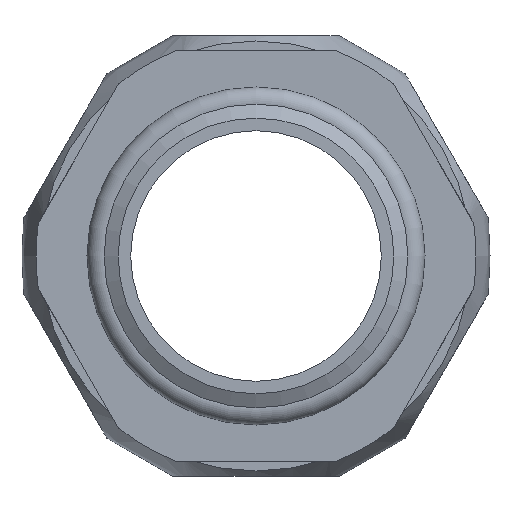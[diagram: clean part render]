
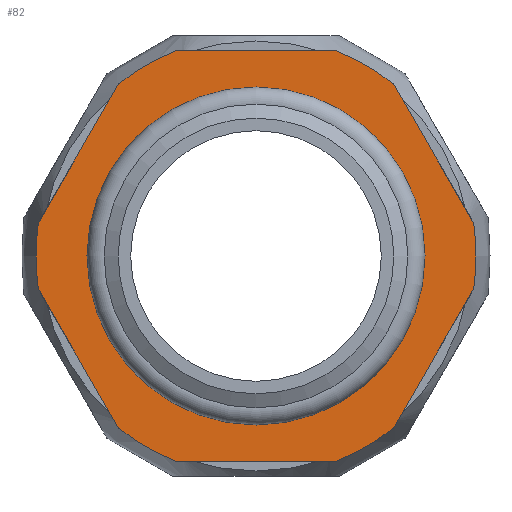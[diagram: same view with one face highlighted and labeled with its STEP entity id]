
A CAD part, left-side view. The second image highlights one B-rep face of the part: STEP entity #82.
In plain terms, the highlighted planar face has unit normal (-1, 0, 0).
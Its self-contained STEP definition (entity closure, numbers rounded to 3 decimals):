
#82 = ADVANCED_FACE( '', ( #127, #128 ), #129, .T. );
#127 = FACE_BOUND( '', #221, .T. );
#128 = FACE_OUTER_BOUND( '', #222, .T. );
#129 = PLANE( '', #223 );
#221 = EDGE_LOOP( '', ( #386 ) );
#222 = EDGE_LOOP( '', ( #387, #388, #389, #390, #391, #392, #393, #394, #395, #396, #397, #398 ) );
#223 = AXIS2_PLACEMENT_3D( '', #399, #400, #401 );
#386 = ORIENTED_EDGE( '', *, *, #580, .F. );
#387 = ORIENTED_EDGE( '', *, *, #581, .F. );
#388 = ORIENTED_EDGE( '', *, *, #573, .F. );
#389 = ORIENTED_EDGE( '', *, *, #582, .F. );
#390 = ORIENTED_EDGE( '', *, *, #570, .F. );
#391 = ORIENTED_EDGE( '', *, *, #583, .F. );
#392 = ORIENTED_EDGE( '', *, *, #576, .F. );
#393 = ORIENTED_EDGE( '', *, *, #584, .F. );
#394 = ORIENTED_EDGE( '', *, *, #585, .F. );
#395 = ORIENTED_EDGE( '', *, *, #586, .F. );
#396 = ORIENTED_EDGE( '', *, *, #554, .F. );
#397 = ORIENTED_EDGE( '', *, *, #587, .F. );
#398 = ORIENTED_EDGE( '', *, *, #588, .F. );
#399 = CARTESIAN_POINT( '', ( -1.5, 14.5, 0. ) );
#400 = DIRECTION( '', ( -1., 0., 0. ) );
#401 = DIRECTION( '', ( 0., 0., 1. ) );
#554 = EDGE_CURVE( '', #614, #616, #617, .T. );
#570 = EDGE_CURVE( '', #644, #646, #647, .T. );
#573 = EDGE_CURVE( '', #649, #651, #652, .T. );
#576 = EDGE_CURVE( '', #654, #656, #657, .T. );
#580 = EDGE_CURVE( '', #663, #663, #664, .T. );
#581 = EDGE_CURVE( '', #651, #665, #666, .T. );
#582 = EDGE_CURVE( '', #646, #649, #667, .T. );
#583 = EDGE_CURVE( '', #656, #644, #668, .T. );
#584 = EDGE_CURVE( '', #669, #654, #670, .T. );
#585 = EDGE_CURVE( '', #671, #669, #672, .T. );
#586 = EDGE_CURVE( '', #616, #671, #673, .T. );
#587 = EDGE_CURVE( '', #674, #614, #675, .T. );
#588 = EDGE_CURVE( '', #665, #674, #676, .T. );
#614 = VERTEX_POINT( '', #791 );
#616 = VERTEX_POINT( '', #794 );
#617 = LINE( '', #795, #796 );
#644 = VERTEX_POINT( '', #850 );
#646 = VERTEX_POINT( '', #853 );
#647 = LINE( '', #854, #855 );
#649 = VERTEX_POINT( '', #858 );
#651 = VERTEX_POINT( '', #861 );
#652 = LINE( '', #862, #863 );
#654 = VERTEX_POINT( '', #866 );
#656 = VERTEX_POINT( '', #869 );
#657 = LINE( '', #870, #871 );
#663 = VERTEX_POINT( '', #878 );
#664 = CIRCLE( '', #879, 10.73 );
#665 = VERTEX_POINT( '', #880 );
#666 = CIRCLE( '', #881, 14.5 );
#667 = CIRCLE( '', #882, 14.5 );
#668 = CIRCLE( '', #883, 14.5 );
#669 = VERTEX_POINT( '', #884 );
#670 = CIRCLE( '', #885, 14.5 );
#671 = VERTEX_POINT( '', #886 );
#672 = LINE( '', #887, #888 );
#673 = CIRCLE( '', #889, 14.5 );
#674 = VERTEX_POINT( '', #890 );
#675 = CIRCLE( '', #891, 14.5 );
#676 = LINE( '', #892, #893 );
#791 = CARTESIAN_POINT( '', ( -1.5, 5.292, 13.5 ) );
#794 = CARTESIAN_POINT( '', ( -1.5, -5.292, 13.5 ) );
#795 = CARTESIAN_POINT( '', ( -1.5, 14.5, 13.5 ) );
#796 = VECTOR( '', #1286, 1000. );
#850 = CARTESIAN_POINT( '', ( -1.5, -5.292, -13.5 ) );
#853 = CARTESIAN_POINT( '', ( -1.5, 5.292, -13.5 ) );
#854 = CARTESIAN_POINT( '', ( -1.5, 14.5, -13.5 ) );
#855 = VECTOR( '', #1310, 1000. );
#858 = CARTESIAN_POINT( '', ( -1.5, 9.046, -11.333 ) );
#861 = CARTESIAN_POINT( '', ( -1.5, 14.337, -2.167 ) );
#862 = CARTESIAN_POINT( '', ( -1.5, 15.316, -0.471 ) );
#863 = VECTOR( '', #1313, 1000. );
#866 = CARTESIAN_POINT( '', ( -1.5, -14.337, -2.167 ) );
#869 = CARTESIAN_POINT( '', ( -1.5, -9.046, -11.333 ) );
#870 = CARTESIAN_POINT( '', ( -1.5, -8.066, -13.029 ) );
#871 = VECTOR( '', #1316, 1000. );
#878 = CARTESIAN_POINT( '', ( -1.5, 0., 10.73 ) );
#879 = AXIS2_PLACEMENT_3D( '', #1324, #1325, #1326 );
#880 = CARTESIAN_POINT( '', ( -1.5, 14.337, 2.167 ) );
#881 = AXIS2_PLACEMENT_3D( '', #1327, #1328, #1329 );
#882 = AXIS2_PLACEMENT_3D( '', #1330, #1331, #1332 );
#883 = AXIS2_PLACEMENT_3D( '', #1333, #1334, #1335 );
#884 = CARTESIAN_POINT( '', ( -1.5, -14.337, 2.167 ) );
#885 = AXIS2_PLACEMENT_3D( '', #1336, #1337, #1338 );
#886 = CARTESIAN_POINT( '', ( -1.5, -9.046, 11.333 ) );
#887 = CARTESIAN_POINT( '', ( -1.5, -8.066, 13.029 ) );
#888 = VECTOR( '', #1339, 1000. );
#889 = AXIS2_PLACEMENT_3D( '', #1340, #1341, #1342 );
#890 = CARTESIAN_POINT( '', ( -1.5, 9.046, 11.333 ) );
#891 = AXIS2_PLACEMENT_3D( '', #1343, #1344, #1345 );
#892 = CARTESIAN_POINT( '', ( -1.5, 15.316, 0.471 ) );
#893 = VECTOR( '', #1346, 1000. );
#1286 = DIRECTION( '', ( 0., -1., 0. ) );
#1310 = DIRECTION( '', ( 0., 1., 0. ) );
#1313 = DIRECTION( '', ( 0., 0.5, 0.866 ) );
#1316 = DIRECTION( '', ( 0., 0.5, -0.866 ) );
#1324 = CARTESIAN_POINT( '', ( -1.5, 0., 0. ) );
#1325 = DIRECTION( '', ( -1., 0., 0. ) );
#1326 = DIRECTION( '', ( 0., 0., 1. ) );
#1327 = CARTESIAN_POINT( '', ( -1.5, 0., 0. ) );
#1328 = DIRECTION( '', ( 1., 0., 0. ) );
#1329 = DIRECTION( '', ( 0., 0., -1. ) );
#1330 = CARTESIAN_POINT( '', ( -1.5, 0., 0. ) );
#1331 = DIRECTION( '', ( 1., 0., 0. ) );
#1332 = DIRECTION( '', ( 0., 0., -1. ) );
#1333 = CARTESIAN_POINT( '', ( -1.5, 0., 0. ) );
#1334 = DIRECTION( '', ( 1., 0., 0. ) );
#1335 = DIRECTION( '', ( 0., 0., -1. ) );
#1336 = CARTESIAN_POINT( '', ( -1.5, 0., 0. ) );
#1337 = DIRECTION( '', ( 1., 0., 0. ) );
#1338 = DIRECTION( '', ( 0., 0., -1. ) );
#1339 = DIRECTION( '', ( 0., -0.5, -0.866 ) );
#1340 = CARTESIAN_POINT( '', ( -1.5, 0., 0. ) );
#1341 = DIRECTION( '', ( 1., 0., 0. ) );
#1342 = DIRECTION( '', ( 0., 0., -1. ) );
#1343 = CARTESIAN_POINT( '', ( -1.5, 0., 0. ) );
#1344 = DIRECTION( '', ( 1., 0., 0. ) );
#1345 = DIRECTION( '', ( 0., 0., -1. ) );
#1346 = DIRECTION( '', ( 0., -0.5, 0.866 ) );
